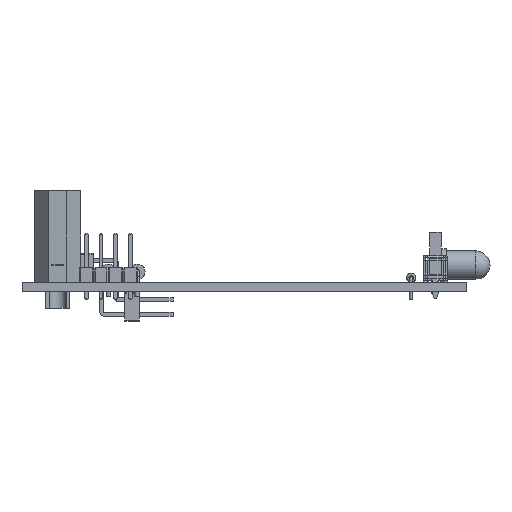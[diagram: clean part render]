
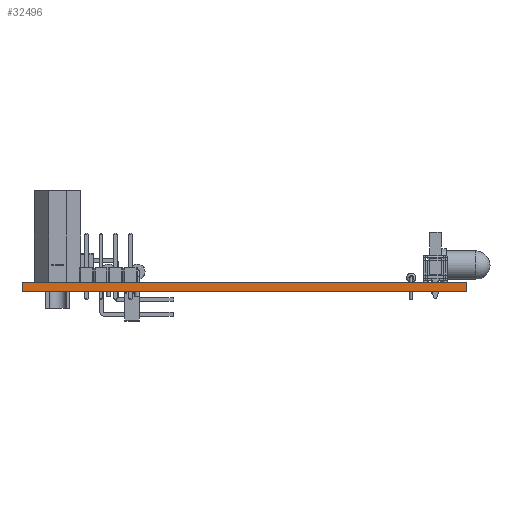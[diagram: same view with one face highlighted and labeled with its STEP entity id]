
A CAD part, left-side view. The second image highlights one B-rep face of the part: STEP entity #32496.
In plain terms, the highlighted planar face has unit normal (-1, 0, 0).
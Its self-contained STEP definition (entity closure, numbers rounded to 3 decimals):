
#32440 = VERTEX_POINT('',#32441);
#32441 = CARTESIAN_POINT('',(77.65,-120.85,1.6));
#32447 = EDGE_CURVE('',#32448,#32440,#32450,.T.);
#32448 = VERTEX_POINT('',#32449);
#32449 = CARTESIAN_POINT('',(77.65,-120.85,0.));
#32450 = LINE('',#32451,#32452);
#32451 = CARTESIAN_POINT('',(77.65,-120.85,0.));
#32452 = VECTOR('',#32453,1.);
#32453 = DIRECTION('',(0.,0.,1.));
#32496 = ADVANCED_FACE('',(#32497),#32522,.T.);
#32497 = FACE_BOUND('',#32498,.T.);
#32498 = EDGE_LOOP('',(#32499,#32500,#32508,#32516));
#32499 = ORIENTED_EDGE('',*,*,#32447,.T.);
#32500 = ORIENTED_EDGE('',*,*,#32501,.T.);
#32501 = EDGE_CURVE('',#32440,#32502,#32504,.T.);
#32502 = VERTEX_POINT('',#32503);
#32503 = CARTESIAN_POINT('',(77.65,-43.6,1.6));
#32504 = LINE('',#32505,#32506);
#32505 = CARTESIAN_POINT('',(77.65,-120.85,1.6));
#32506 = VECTOR('',#32507,1.);
#32507 = DIRECTION('',(0.,1.,0.));
#32508 = ORIENTED_EDGE('',*,*,#32509,.F.);
#32509 = EDGE_CURVE('',#32510,#32502,#32512,.T.);
#32510 = VERTEX_POINT('',#32511);
#32511 = CARTESIAN_POINT('',(77.65,-43.6,0.));
#32512 = LINE('',#32513,#32514);
#32513 = CARTESIAN_POINT('',(77.65,-43.6,0.));
#32514 = VECTOR('',#32515,1.);
#32515 = DIRECTION('',(0.,0.,1.));
#32516 = ORIENTED_EDGE('',*,*,#32517,.F.);
#32517 = EDGE_CURVE('',#32448,#32510,#32518,.T.);
#32518 = LINE('',#32519,#32520);
#32519 = CARTESIAN_POINT('',(77.65,-120.85,0.));
#32520 = VECTOR('',#32521,1.);
#32521 = DIRECTION('',(0.,1.,0.));
#32522 = PLANE('',#32523);
#32523 = AXIS2_PLACEMENT_3D('',#32524,#32525,#32526);
#32524 = CARTESIAN_POINT('',(77.65,-120.85,0.));
#32525 = DIRECTION('',(-1.,0.,0.));
#32526 = DIRECTION('',(0.,1.,0.));
